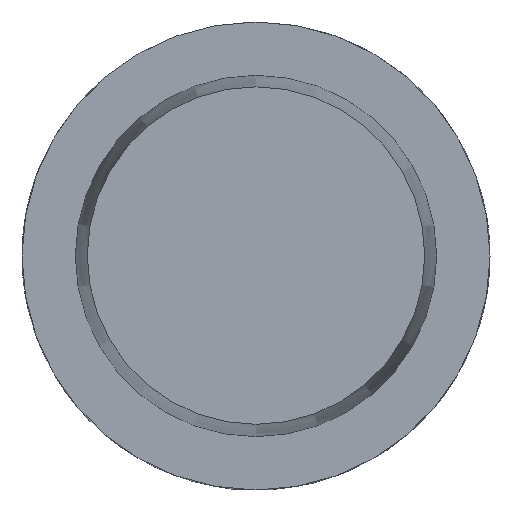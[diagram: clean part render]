
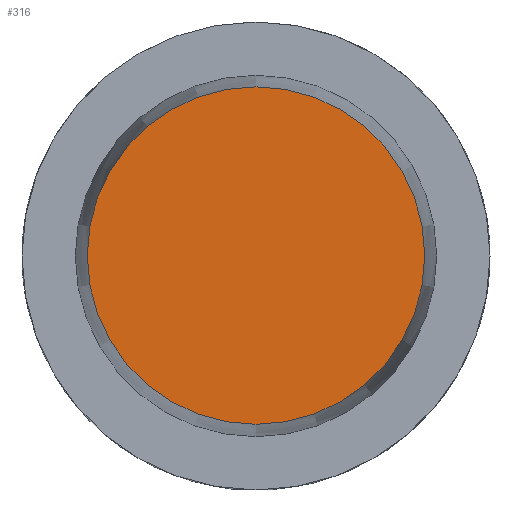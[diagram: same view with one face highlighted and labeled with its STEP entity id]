
A CAD part, top view. The second image highlights one B-rep face of the part: STEP entity #316.
In plain terms, the highlighted planar face has unit normal (0, 0, 1).
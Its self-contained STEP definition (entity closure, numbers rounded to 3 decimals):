
#316=ADVANCED_FACE('240[2]',(#803),#804,.T.);
#557=EDGE_CURVE('240[2]',#1114,#1114,#1115,.T.);
#803=FACE_OUTER_BOUND('',#1520,.T.);
#804=PLANE('',#1521);
#1114=VERTEX_POINT('',#2097);
#1115=CIRCLE('',#2098,22.715);
#1520=EDGE_LOOP('',(#2374));
#1521=AXIS2_PLACEMENT_3D('',#2375,#2376,#2377);
#2097=CARTESIAN_POINT('',(0.,22.715,32.0));
#2098=AXIS2_PLACEMENT_3D('',#2734,#2735,#2736);
#2374=ORIENTED_EDGE('',*,*,#557,.F.);
#2375=CARTESIAN_POINT('',(0.,11.358,32.0));
#2376=DIRECTION('',(0.,0.,1.0));
#2377=DIRECTION('',(1.0,0.,0.0));
#2734=CARTESIAN_POINT('',(0.,0.,32.0));
#2735=DIRECTION('',(0.,0.,-1.0));
#2736=DIRECTION('',(0.,1.0,0.));
